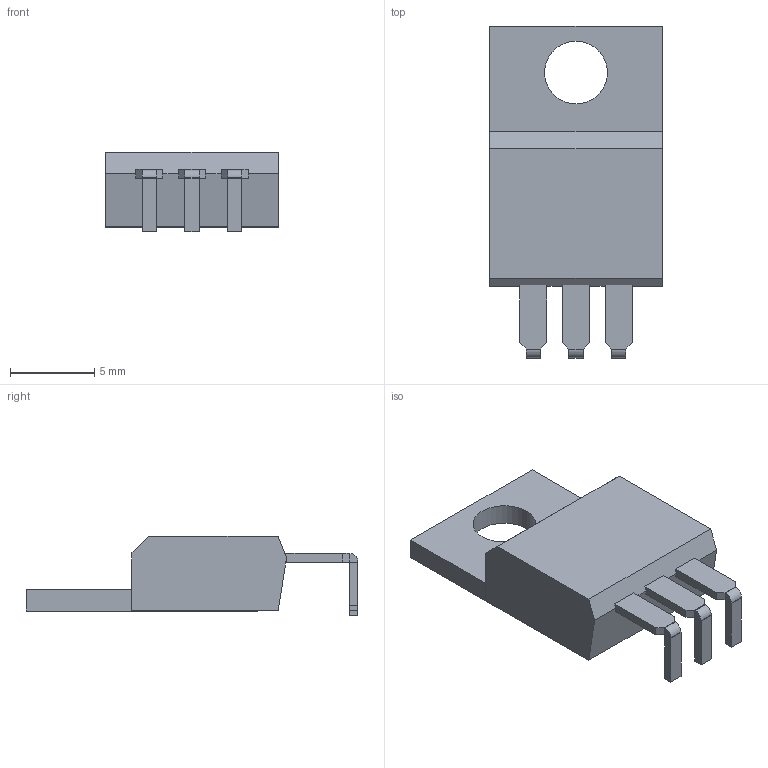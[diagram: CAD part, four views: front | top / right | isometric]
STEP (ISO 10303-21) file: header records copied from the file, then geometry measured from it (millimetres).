
FILE_DESCRIPTION(('FreeCAD Model'),'2;1');
FILE_NAME('TO-220-3_Horizontal_SMD.step', '2020-03-29T01:40:30',('Author'),(''), 'Open CASCADE STEP processor 7.3','FreeCAD','Unknown');
FILE_SCHEMA(('AUTOMOTIVE_DESIGN { 1 0 10303 214 1 1 1 1 }'));
Length unit declared in the file: millimetre
Products named in the file (1): Cut
Bounding box: 10.25 x 19.74 x 4.75 mm (x, y, z)
Volume: 485 mm3; surface area: 557.8 mm2
Topology: 1 solids, 1 shells, 77 faces, 201 edges, 126 vertices
Faces by surface type: plane 73, cylinder 4
Full cylindrical faces by diameter (mm): 3.735 x1
Entity records: 5440 total; most frequent: CARTESIAN_POINT 837, DIRECTION 742, LINE 563, VECTOR 563, ORIENTED_EDGE 402, PCURVE 402, DEFINITIONAL_REPRESENTATION 402, EDGE_CURVE 201
